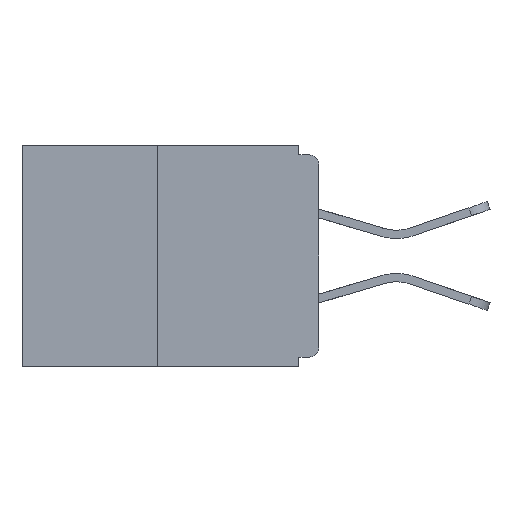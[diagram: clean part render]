
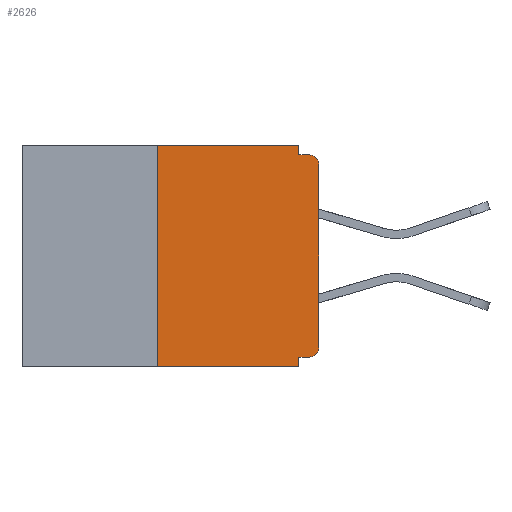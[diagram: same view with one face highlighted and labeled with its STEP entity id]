
A CAD part, left-side view. The second image highlights one B-rep face of the part: STEP entity #2626.
In plain terms, the highlighted planar face has unit normal (-1, 0, 0).
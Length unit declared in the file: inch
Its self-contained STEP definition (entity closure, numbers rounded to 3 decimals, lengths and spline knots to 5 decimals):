
#436 = EDGE_CURVE ( 'NONE', #2633, #12163, #887, .T. ) ;
#457 = ORIENTED_EDGE ( 'NONE', *, *, #2687, .T. ) ;
#717 = CARTESIAN_POINT ( 'NONE',  ( 0., 0.46, -0.343 ) ) ;
#887 = LINE ( 'NONE', #20308, #10775 ) ;
#1121 = CARTESIAN_POINT ( 'NONE',  ( 0., 0.015, -0.015 ) ) ;
#1144 = AXIS2_PLACEMENT_3D ( 'NONE', #12676, #23277, #5159 ) ;
#1938 = CARTESIAN_POINT ( 'NONE',  ( 0., 0.015, -0.313 ) ) ;
#2183 = LINE ( 'NONE', #17487, #20820 ) ;
#2474 = EDGE_CURVE ( 'NONE', #16103, #6014, #22830, .T. ) ;
#2626 = ADVANCED_FACE ( 'NONE', ( #21440 ), #3351, .F. ) ;
#2633 = VERTEX_POINT ( 'NONE', #23444 ) ;
#2663 = VECTOR ( 'NONE', #13663, 39.37008 ) ;
#2687 = EDGE_CURVE ( 'NONE', #17380, #12163, #9261, .T. ) ;
#3030 = DIRECTION ( 'NONE',  ( 0., 0., 1. ) ) ;
#3072 = VECTOR ( 'NONE', #23426, 39.37008 ) ;
#3351 = PLANE ( 'NONE',  #1144 ) ;
#3769 = DIRECTION ( 'NONE',  ( -1., 0., 0. ) ) ;
#3991 = EDGE_CURVE ( 'NONE', #16103, #9466, #7328, .T. ) ;
#4235 = LINE ( 'NONE', #8767, #3072 ) ;
#4829 = AXIS2_PLACEMENT_3D ( 'NONE', #1938, #3769, #18211 ) ;
#5058 = VECTOR ( 'NONE', #10180, 39.37008 ) ;
#5159 = DIRECTION ( 'NONE',  ( 0., 0., -1. ) ) ;
#5890 = EDGE_CURVE ( 'NONE', #23150, #13617, #21426, .T. ) ;
#6014 = VERTEX_POINT ( 'NONE', #9418 ) ;
#6229 = ORIENTED_EDGE ( 'NONE', *, *, #22836, .F. ) ;
#7328 = LINE ( 'NONE', #717, #15245 ) ;
#7601 = LINE ( 'NONE', #12852, #5058 ) ;
#7669 = ORIENTED_EDGE ( 'NONE', *, *, #3991, .T. ) ;
#7799 = DIRECTION ( 'NONE',  ( 0., 0., -1. ) ) ;
#8767 = CARTESIAN_POINT ( 'NONE',  ( 0., 0., -0.328 ) ) ;
#9261 = CIRCLE ( 'NONE', #14926, 0.015 ) ;
#9418 = CARTESIAN_POINT ( 'NONE',  ( 0., 0.25, 0. ) ) ;
#9466 = VERTEX_POINT ( 'NONE', #19415 ) ;
#9839 = ORIENTED_EDGE ( 'NONE', *, *, #5890, .T. ) ;
#10180 = DIRECTION ( 'NONE',  ( 0., 0., -1. ) ) ;
#10775 = VECTOR ( 'NONE', #22315, 39.37008 ) ;
#10899 = CARTESIAN_POINT ( 'NONE',  ( 0., 0., -0.03 ) ) ;
#11479 = DIRECTION ( 'NONE',  ( 0., -1., 0. ) ) ;
#11854 = CARTESIAN_POINT ( 'NONE',  ( 0., 0.46, 0. ) ) ;
#12163 = VERTEX_POINT ( 'NONE', #1121 ) ;
#12371 = VECTOR ( 'NONE', #3030, 39.37008 ) ;
#12634 = EDGE_CURVE ( 'NONE', #21526, #9466, #7601, .T. ) ;
#12676 = CARTESIAN_POINT ( 'NONE',  ( 0., 0.46, 0. ) ) ;
#12852 = CARTESIAN_POINT ( 'NONE',  ( 0., 0.031, -0.343 ) ) ;
#13617 = VERTEX_POINT ( 'NONE', #17907 ) ;
#13663 = DIRECTION ( 'NONE',  ( 0., -1., 0. ) ) ;
#13932 = ORIENTED_EDGE ( 'NONE', *, *, #2474, .F. ) ;
#13983 = EDGE_CURVE ( 'NONE', #13617, #17380, #2183, .T. ) ;
#14465 = CARTESIAN_POINT ( 'NONE',  ( 0., 0.015, -0.03 ) ) ;
#14738 = EDGE_LOOP ( 'NONE', ( #16678, #13932, #7669, #18416, #19454, #9839, #20456, #457, #19930, #6229 ) ) ;
#14902 = CARTESIAN_POINT ( 'NONE',  ( 0., 0.031, 0. ) ) ;
#14926 = AXIS2_PLACEMENT_3D ( 'NONE', #14465, #16613, #18429 ) ;
#15245 = VECTOR ( 'NONE', #11479, 39.37008 ) ;
#16103 = VERTEX_POINT ( 'NONE', #21843 ) ;
#16242 = LINE ( 'NONE', #14902, #21336 ) ;
#16613 = DIRECTION ( 'NONE',  ( -1., 0., 0. ) ) ;
#16678 = ORIENTED_EDGE ( 'NONE', *, *, #20464, .F. ) ;
#16817 = EDGE_CURVE ( 'NONE', #23150, #21526, #4235, .T. ) ;
#17380 = VERTEX_POINT ( 'NONE', #10899 ) ;
#17400 = CARTESIAN_POINT ( 'NONE',  ( 0., 0.25, 0. ) ) ;
#17487 = CARTESIAN_POINT ( 'NONE',  ( 0., 0., 0. ) ) ;
#17626 = LINE ( 'NONE', #11854, #2663 ) ;
#17907 = CARTESIAN_POINT ( 'NONE',  ( 0., 0., -0.313 ) ) ;
#18211 = DIRECTION ( 'NONE',  ( 0., 0., -1. ) ) ;
#18416 = ORIENTED_EDGE ( 'NONE', *, *, #12634, .F. ) ;
#18429 = DIRECTION ( 'NONE',  ( 0., 0., -1. ) ) ;
#18582 = CARTESIAN_POINT ( 'NONE',  ( 0., 0.031, 0. ) ) ;
#19415 = CARTESIAN_POINT ( 'NONE',  ( 0., 0.031, -0.343 ) ) ;
#19454 = ORIENTED_EDGE ( 'NONE', *, *, #16817, .F. ) ;
#19930 = ORIENTED_EDGE ( 'NONE', *, *, #436, .F. ) ;
#20308 = CARTESIAN_POINT ( 'NONE',  ( 0., 0., -0.015 ) ) ;
#20456 = ORIENTED_EDGE ( 'NONE', *, *, #13983, .T. ) ;
#20464 = EDGE_CURVE ( 'NONE', #6014, #21295, #17626, .T. ) ;
#20820 = VECTOR ( 'NONE', #22816, 39.37008 ) ;
#21295 = VERTEX_POINT ( 'NONE', #18582 ) ;
#21336 = VECTOR ( 'NONE', #7799, 39.37008 ) ;
#21426 = CIRCLE ( 'NONE', #4829, 0.015 ) ;
#21440 = FACE_OUTER_BOUND ( 'NONE', #14738, .T. ) ;
#21526 = VERTEX_POINT ( 'NONE', #22849 ) ;
#21843 = CARTESIAN_POINT ( 'NONE',  ( 0., 0.25, -0.343 ) ) ;
#22315 = DIRECTION ( 'NONE',  ( 0., -1., 0. ) ) ;
#22570 = CARTESIAN_POINT ( 'NONE',  ( 0., 0.015, -0.328 ) ) ;
#22816 = DIRECTION ( 'NONE',  ( 0., 0., 1. ) ) ;
#22830 = LINE ( 'NONE', #17400, #12371 ) ;
#22836 = EDGE_CURVE ( 'NONE', #21295, #2633, #16242, .T. ) ;
#22849 = CARTESIAN_POINT ( 'NONE',  ( 0., 0.031, -0.328 ) ) ;
#23150 = VERTEX_POINT ( 'NONE', #22570 ) ;
#23277 = DIRECTION ( 'NONE',  ( 1., 0., 0. ) ) ;
#23426 = DIRECTION ( 'NONE',  ( 0., 1., 0. ) ) ;
#23444 = CARTESIAN_POINT ( 'NONE',  ( 0., 0.031, -0.015 ) ) ;
